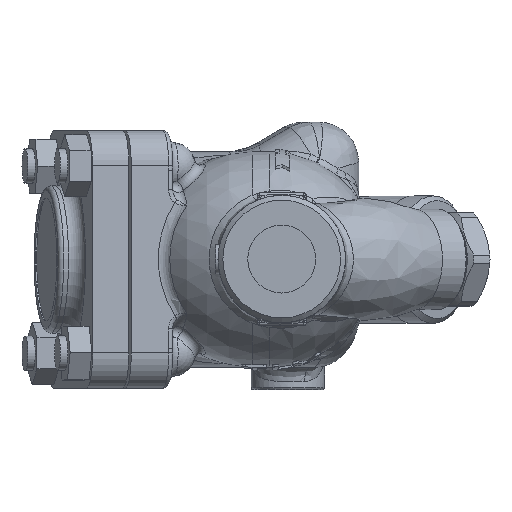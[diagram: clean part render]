
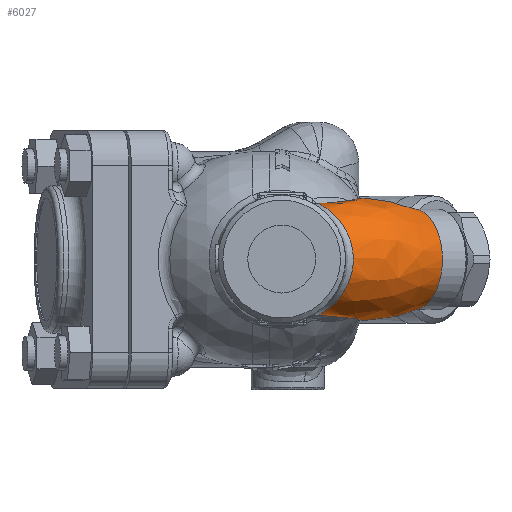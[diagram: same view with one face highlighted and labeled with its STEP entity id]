
A CAD part, top view. The second image highlights one B-rep face of the part: STEP entity #6027.
In plain terms, the highlighted free-form (B-spline) face has degree [2, 2] with [3, 9] control points.
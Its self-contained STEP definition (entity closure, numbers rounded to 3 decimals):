
#15=(
BOUNDED_SURFACE()
B_SPLINE_SURFACE(2,2,((#14482,#14483,#14484,#14485,#14486,#14487,#14488,
#14489,#14490),(#14491,#14492,#14493,#14494,#14495,#14496,#14497,#14498,
#14499),(#14500,#14501,#14502,#14503,#14504,#14505,#14506,#14507,#14508)),
 .UNSPECIFIED.,.F.,.F.,.F.)
B_SPLINE_SURFACE_WITH_KNOTS((3,3),(3,2,2,2,3),(-0.335,0.277),
(-2.568,-1.284,0.,1.284,2.568),
 .UNSPECIFIED.)
GEOMETRIC_REPRESENTATION_ITEM()
RATIONAL_B_SPLINE_SURFACE(((1.,0.801,1.,0.801,1.,
0.801,1.,0.801,1.),(0.954,0.764,
0.954,0.764,0.954,0.764,
0.954,0.764,0.954),(1.,0.801,
1.,0.801,1.,0.801,1.,0.801,1.)))
REPRESENTATION_ITEM('')
SURFACE()
);
#477=B_SPLINE_CURVE_WITH_KNOTS('',3,(#14367,#14368,#14369,#14370,#14371,
#14372),.UNSPECIFIED.,.F.,.F.,(4,1,1,4),(11.384,12.61,
14.45,16.29),.UNSPECIFIED.);
#478=B_SPLINE_CURVE_WITH_KNOTS('',3,(#14373,#14374,#14375,#14376,#14377,
#14378,#14379),.UNSPECIFIED.,.F.,.F.,(4,1,1,1,4),(3.41,5.25,
7.09,8.01,8.316),.UNSPECIFIED.);
#479=B_SPLINE_CURVE_WITH_KNOTS('',3,(#14465,#14466,#14467,#14468,#14469,
#14470,#14471,#14472,#14473,#14474,#14475,#14476,#14477,#14478,#14479,#14480,
#14481),.UNSPECIFIED.,.F.,.F.,(4,1,1,1,1,1,1,1,1,1,1,1,1,1,4),(15.458,
16.251,17.043,17.835,18.627,19.684,
20.212,21.268,21.796,22.588,23.381,
24.173,24.965,25.757,26.55),
 .UNSPECIFIED.);
#1590=FACE_OUTER_BOUND('',#2040,.T.);
#2040=EDGE_LOOP('',(#5533,#5534,#5535,#5536));
#2432=CIRCLE('',#6701,20.5);
#2968=VERTEX_POINT('',#14015);
#2970=VERTEX_POINT('',#14075);
#2971=VERTEX_POINT('',#14345);
#2972=VERTEX_POINT('',#14346);
#3837=EDGE_CURVE('',#2971,#2968,#477,.T.);
#3838=EDGE_CURVE('',#2970,#2972,#478,.T.);
#3839=EDGE_CURVE('',#2968,#2970,#479,.T.);
#3840=EDGE_CURVE('',#2971,#2972,#2432,.T.);
#5533=ORIENTED_EDGE('',*,*,#3838,.F.);
#5534=ORIENTED_EDGE('',*,*,#3839,.F.);
#5535=ORIENTED_EDGE('',*,*,#3837,.F.);
#5536=ORIENTED_EDGE('',*,*,#3840,.T.);
#6027=ADVANCED_FACE('',(#1590),#15,.F.);
#6701=AXIS2_PLACEMENT_3D('',#14509,#8268,#8269);
#8268=DIRECTION('center_axis',(-0.819,0.,0.574));
#8269=DIRECTION('ref_axis',(0.574,0.,0.819));
#14015=CARTESIAN_POINT('',(16.581,-22.513,60.446));
#14075=CARTESIAN_POINT('',(16.581,22.513,60.446));
#14345=CARTESIAN_POINT('',(43.881,-11.132,30.26));
#14346=CARTESIAN_POINT('',(43.881,11.132,30.26));
#14367=CARTESIAN_POINT('Ctrl Pts',(43.881,-11.133,30.259));
#14368=CARTESIAN_POINT('Ctrl Pts',(42.73,-13.742,32.11));
#14369=CARTESIAN_POINT('Ctrl Pts',(38.908,-19.291,38.071));
#14370=CARTESIAN_POINT('Ctrl Pts',(29.885,-23.74,49.518));
#14371=CARTESIAN_POINT('Ctrl Pts',(21.154,-23.467,57.166));
#14372=CARTESIAN_POINT('Ctrl Pts',(16.581,-22.513,60.446));
#14373=CARTESIAN_POINT('Ctrl Pts',(16.581,22.513,60.446));
#14374=CARTESIAN_POINT('Ctrl Pts',(21.154,23.467,57.166));
#14375=CARTESIAN_POINT('Ctrl Pts',(29.883,23.743,49.515));
#14376=CARTESIAN_POINT('Ctrl Pts',(38.346,19.564,38.787));
#14377=CARTESIAN_POINT('Ctrl Pts',(42.346,14.302,32.707));
#14378=CARTESIAN_POINT('Ctrl Pts',(43.593,11.784,30.722));
#14379=CARTESIAN_POINT('Ctrl Pts',(43.881,11.132,30.26));
#14465=CARTESIAN_POINT('Ctrl Pts',(16.581,-22.513,60.446));
#14466=CARTESIAN_POINT('Ctrl Pts',(15.945,-22.735,62.705));
#14467=CARTESIAN_POINT('Ctrl Pts',(15.066,-22.922,67.326));
#14468=CARTESIAN_POINT('Ctrl Pts',(15.864,-22.267,74.076));
#14469=CARTESIAN_POINT('Ctrl Pts',(18.82,-20.355,79.67));
#14470=CARTESIAN_POINT('Ctrl Pts',(23.03,-16.682,84.364));
#14471=CARTESIAN_POINT('Ctrl Pts',(26.484,-11.758,87.218));
#14472=CARTESIAN_POINT('Ctrl Pts',(28.94,-5.135,89.081));
#14473=CARTESIAN_POINT('Ctrl Pts',(29.483,0.762,89.462));
#14474=CARTESIAN_POINT('Ctrl Pts',(28.314,7.173,88.612));
#14475=CARTESIAN_POINT('Ctrl Pts',(26.12,12.363,86.943));
#14476=CARTESIAN_POINT('Ctrl Pts',(22.603,17.046,83.895));
#14477=CARTESIAN_POINT('Ctrl Pts',(18.823,20.357,79.669));
#14478=CARTESIAN_POINT('Ctrl Pts',(15.863,22.267,74.077));
#14479=CARTESIAN_POINT('Ctrl Pts',(15.066,22.922,67.324));
#14480=CARTESIAN_POINT('Ctrl Pts',(15.945,22.735,62.705));
#14481=CARTESIAN_POINT('Ctrl Pts',(16.581,22.513,60.446));
#14482=CARTESIAN_POINT('Ctrl Pts',(43.881,-11.132,30.26));
#14483=CARTESIAN_POINT('Ctrl Pts',(48.654,-23.999,37.076));
#14484=CARTESIAN_POINT('Ctrl Pts',(57.083,-19.661,49.115));
#14485=CARTESIAN_POINT('Ctrl Pts',(65.513,-15.323,61.153));
#14486=CARTESIAN_POINT('Ctrl Pts',(65.513,0.,61.153));
#14487=CARTESIAN_POINT('Ctrl Pts',(65.513,15.323,61.153));
#14488=CARTESIAN_POINT('Ctrl Pts',(57.083,19.661,49.115));
#14489=CARTESIAN_POINT('Ctrl Pts',(48.654,23.999,37.076));
#14490=CARTESIAN_POINT('Ctrl Pts',(43.881,11.132,30.26));
#14491=CARTESIAN_POINT('Ctrl Pts',(20.024,-15.701,38.34));
#14492=CARTESIAN_POINT('Ctrl Pts',(26.756,-33.85,47.954));
#14493=CARTESIAN_POINT('Ctrl Pts',(38.645,-27.731,64.933));
#14494=CARTESIAN_POINT('Ctrl Pts',(50.534,-21.612,81.913));
#14495=CARTESIAN_POINT('Ctrl Pts',(50.534,0.,81.913));
#14496=CARTESIAN_POINT('Ctrl Pts',(50.534,21.612,81.913));
#14497=CARTESIAN_POINT('Ctrl Pts',(38.645,27.731,64.933));
#14498=CARTESIAN_POINT('Ctrl Pts',(26.756,33.85,47.954));
#14499=CARTESIAN_POINT('Ctrl Pts',(20.024,15.701,38.34));
#14500=CARTESIAN_POINT('Ctrl Pts',(3.231,-11.895,57.283));
#14501=CARTESIAN_POINT('Ctrl Pts',(8.331,-25.644,64.567));
#14502=CARTESIAN_POINT('Ctrl Pts',(17.338,-21.009,77.43));
#14503=CARTESIAN_POINT('Ctrl Pts',(26.345,-16.374,90.294));
#14504=CARTESIAN_POINT('Ctrl Pts',(26.345,0.,90.294));
#14505=CARTESIAN_POINT('Ctrl Pts',(26.345,16.374,90.294));
#14506=CARTESIAN_POINT('Ctrl Pts',(17.338,21.009,77.43));
#14507=CARTESIAN_POINT('Ctrl Pts',(8.331,25.644,64.567));
#14508=CARTESIAN_POINT('Ctrl Pts',(3.231,11.895,57.283));
#14509=CARTESIAN_POINT('Origin',(53.755,0.,44.361));
